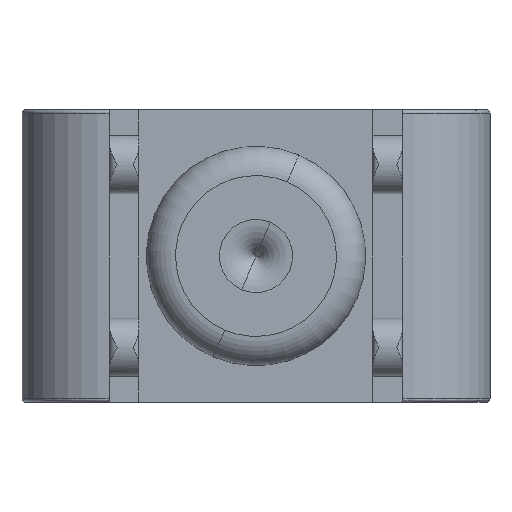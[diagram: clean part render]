
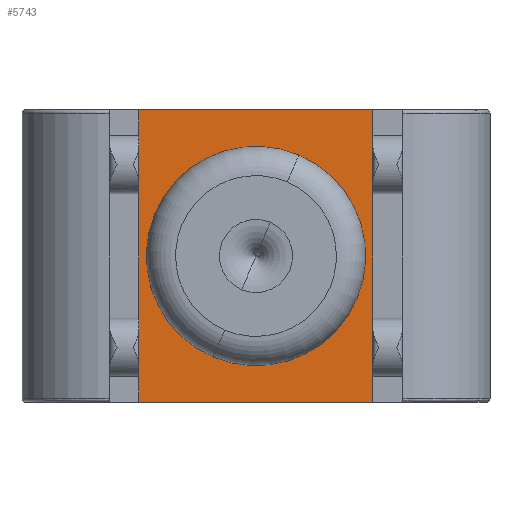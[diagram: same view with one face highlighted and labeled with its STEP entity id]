
A CAD part, front view. The second image highlights one B-rep face of the part: STEP entity #5743.
In plain terms, the highlighted planar face has unit normal (0, -1, 0).
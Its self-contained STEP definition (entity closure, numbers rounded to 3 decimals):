
#58 = DIRECTION ( 'NONE',  ( 0., 0., -1. ) ) ;
#184 = DIRECTION ( 'NONE',  ( -1., 0., 0. ) ) ;
#195 = EDGE_CURVE ( 'NONE', #3828, #4261, #1971, .T. ) ;
#221 = CARTESIAN_POINT ( 'NONE',  ( 3.2, -0.8, 4. ) ) ;
#334 = VERTEX_POINT ( 'NONE', #5083 ) ;
#396 = DIRECTION ( 'NONE',  ( 0., 0., -1. ) ) ;
#459 = CARTESIAN_POINT ( 'NONE',  ( -3.2, -0.8, -4. ) ) ;
#729 = CARTESIAN_POINT ( 'NONE',  ( -3.2, -0.8, -4. ) ) ;
#867 = DIRECTION ( 'NONE',  ( 0., 0., -1. ) ) ;
#886 = LINE ( 'NONE', #6931, #6624 ) ;
#1339 = LINE ( 'NONE', #221, #4696 ) ;
#1357 = EDGE_CURVE ( 'NONE', #6269, #4355, #1339, .T. ) ;
#1530 = ORIENTED_EDGE ( 'NONE', *, *, #1630, .F. ) ;
#1531 = DIRECTION ( 'NONE',  ( 0., -1., 0. ) ) ;
#1630 = EDGE_CURVE ( 'NONE', #4261, #3828, #4609, .T. ) ;
#1744 = VECTOR ( 'NONE', #184, 1000. ) ;
#1938 = CARTESIAN_POINT ( 'NONE',  ( 0., -0.8, 0. ) ) ;
#1971 = CIRCLE ( 'NONE', #4516, 2.075 ) ;
#1988 = CARTESIAN_POINT ( 'NONE',  ( -3.2, -0.8, 4. ) ) ;
#2096 = CARTESIAN_POINT ( 'NONE',  ( 0., -0.8, 0. ) ) ;
#2144 = FACE_OUTER_BOUND ( 'NONE', #6681, .T. ) ;
#2170 = ORIENTED_EDGE ( 'NONE', *, *, #195, .F. ) ;
#2267 = ORIENTED_EDGE ( 'NONE', *, *, #5329, .T. ) ;
#2397 = LINE ( 'NONE', #5258, #6820 ) ;
#2725 = CARTESIAN_POINT ( 'NONE',  ( 0., -0.8, 2.075 ) ) ;
#3039 = VERTEX_POINT ( 'NONE', #459 ) ;
#3268 = CARTESIAN_POINT ( 'NONE',  ( 3.2, -0.8, 4. ) ) ;
#3330 = AXIS2_PLACEMENT_3D ( 'NONE', #2096, #4790, #396 ) ;
#3695 = EDGE_CURVE ( 'NONE', #4355, #3039, #2397, .T. ) ;
#3828 = VERTEX_POINT ( 'NONE', #2725 ) ;
#4064 = AXIS2_PLACEMENT_3D ( 'NONE', #1938, #1531, #4838 ) ;
#4261 = VERTEX_POINT ( 'NONE', #5679 ) ;
#4300 = ORIENTED_EDGE ( 'NONE', *, *, #3695, .T. ) ;
#4355 = VERTEX_POINT ( 'NONE', #1988 ) ;
#4516 = AXIS2_PLACEMENT_3D ( 'NONE', #7185, #5711, #58 ) ;
#4609 = CIRCLE ( 'NONE', #3330, 2.075 ) ;
#4611 = LINE ( 'NONE', #729, #1744 ) ;
#4696 = VECTOR ( 'NONE', #6836, 1000. ) ;
#4790 = DIRECTION ( 'NONE',  ( 0., -1., 0. ) ) ;
#4838 = DIRECTION ( 'NONE',  ( 0., 0., -1. ) ) ;
#4938 = EDGE_LOOP ( 'NONE', ( #1530, #2170 ) ) ;
#5034 = ORIENTED_EDGE ( 'NONE', *, *, #1357, .T. ) ;
#5083 = CARTESIAN_POINT ( 'NONE',  ( 3.2, -0.8, -4. ) ) ;
#5258 = CARTESIAN_POINT ( 'NONE',  ( -3.2, -0.8, 4. ) ) ;
#5329 = EDGE_CURVE ( 'NONE', #334, #6269, #886, .T. ) ;
#5367 = ORIENTED_EDGE ( 'NONE', *, *, #6807, .F. ) ;
#5398 = PLANE ( 'NONE',  #4064 ) ;
#5679 = CARTESIAN_POINT ( 'NONE',  ( 0., -0.8, -2.075 ) ) ;
#5711 = DIRECTION ( 'NONE',  ( 0., -1., 0. ) ) ;
#5743 = ADVANCED_FACE ( 'NONE', ( #5949, #2144 ), #5398, .T. ) ;
#5949 = FACE_BOUND ( 'NONE', #4938, .T. ) ;
#6269 = VERTEX_POINT ( 'NONE', #3268 ) ;
#6624 = VECTOR ( 'NONE', #6971, 1000. ) ;
#6681 = EDGE_LOOP ( 'NONE', ( #5034, #4300, #5367, #2267 ) ) ;
#6807 = EDGE_CURVE ( 'NONE', #334, #3039, #4611, .T. ) ;
#6820 = VECTOR ( 'NONE', #867, 1000. ) ;
#6836 = DIRECTION ( 'NONE',  ( -1., 0., 0. ) ) ;
#6931 = CARTESIAN_POINT ( 'NONE',  ( 3.2, -0.8, -3.3 ) ) ;
#6971 = DIRECTION ( 'NONE',  ( 0., 0., 1. ) ) ;
#7185 = CARTESIAN_POINT ( 'NONE',  ( 0., -0.8, 0. ) ) ;
